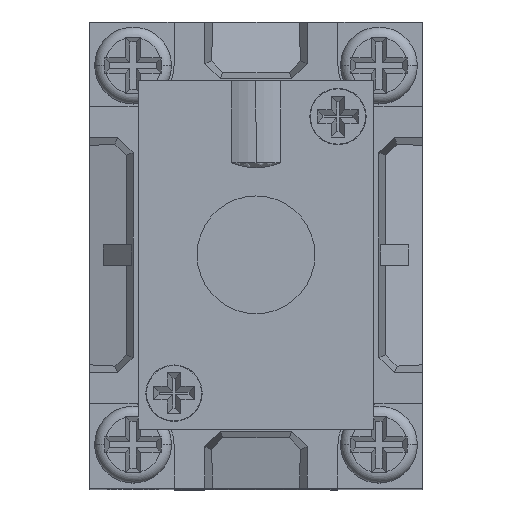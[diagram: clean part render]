
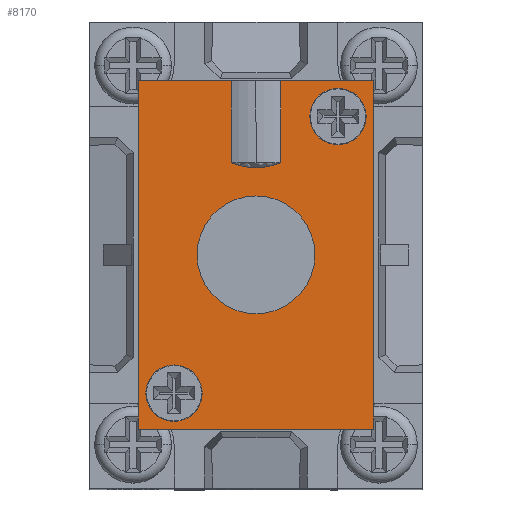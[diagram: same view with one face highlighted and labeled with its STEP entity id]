
A CAD part, top view. The second image highlights one B-rep face of the part: STEP entity #8170.
In plain terms, the highlighted planar face has unit normal (0, 0, 1).
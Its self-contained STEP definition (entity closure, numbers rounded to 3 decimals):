
#208 = EDGE_CURVE ( 'NONE', #6235, #6196, #1466, .T. ) ;
#210 = EDGE_CURVE ( 'NONE', #6200, #6235, #1470, .T. ) ;
#212 = EDGE_CURVE ( 'NONE', #6221, #6200, #1474, .T. ) ;
#214 = EDGE_CURVE ( 'NONE', #6220, #6221, #1478, .T. ) ;
#216 = EDGE_CURVE ( 'NONE', #6176, #6220, #1482, .T. ) ;
#218 = EDGE_CURVE ( 'NONE', #6169, #6168, #1487, .T. ) ;
#220 = EDGE_CURVE ( 'NONE', #6169, #6196, #1489, .T. ) ;
#222 = EDGE_CURVE ( 'NONE', #6222, #6205, #3861, .T. ) ;
#224 = EDGE_CURVE ( 'NONE', #6191, #6218, #3864, .T. ) ;
#226 = EDGE_CURVE ( 'NONE', #6223, #6180, #3867, .T. ) ;
#230 = EDGE_CURVE ( 'NONE', #6180, #6223, #3874, .T. ) ;
#238 = EDGE_CURVE ( 'NONE', #6218, #6191, #3888, .T. ) ;
#246 = EDGE_CURVE ( 'NONE', #6205, #6222, #3902, .T. ) ;
#282 = EDGE_CURVE ( 'NONE', #6168, #6176, #3964, .T. ) ;
#1466 = LINE ( 'NONE', #8031, #1467 ) ;
#1467 = VECTOR ( 'NONE', #8032, 1000. ) ;
#1470 = LINE ( 'NONE', #8035, #1471 ) ;
#1471 = VECTOR ( 'NONE', #8036, 1000. ) ;
#1474 = LINE ( 'NONE', #8039, #1475 ) ;
#1475 = VECTOR ( 'NONE', #8040, 1000. ) ;
#1478 = LINE ( 'NONE', #8043, #1479 ) ;
#1479 = VECTOR ( 'NONE', #8044, 1000. ) ;
#1482 = LINE ( 'NONE', #8047, #1483 ) ;
#1483 = VECTOR ( 'NONE', #8048, 1000. ) ;
#1487 = CIRCLE ( 'NONE', #4670, 6. ) ;
#1489 = LINE ( 'NONE', #8056, #3857 ) ;
#2142 = PLANE ( 'NONE',  #4928 ) ;
#2143 = CARTESIAN_POINT ( 'NONE',  ( 11.5, -17., 13. ) ) ;
#2144 = DIRECTION ( 'NONE',  ( 0., 0., 1. ) ) ;
#2145 = DIRECTION ( 'NONE',  ( 1., 0., 0. ) ) ;
#3480 = CARTESIAN_POINT ( 'NONE',  ( -2.398, 9., 13. ) ) ;
#3481 = CARTESIAN_POINT ( 'NONE',  ( 2.398, 9., 13. ) ) ;
#3488 = CARTESIAN_POINT ( 'NONE',  ( -2.398, 17., 13. ) ) ;
#3492 = CARTESIAN_POINT ( 'NONE',  ( -5.75, 0., 13. ) ) ;
#3503 = CARTESIAN_POINT ( 'NONE',  ( 10.75, 13.5, 13. ) ) ;
#3508 = CARTESIAN_POINT ( 'NONE',  ( 2.398, 17., 13. ) ) ;
#3512 = CARTESIAN_POINT ( 'NONE',  ( 11.5, -17., 13. ) ) ;
#3517 = CARTESIAN_POINT ( 'NONE',  ( -10.75, -13.5, 13. ) ) ;
#3530 = CARTESIAN_POINT ( 'NONE',  ( 5.25, 13.5, 13. ) ) ;
#3532 = CARTESIAN_POINT ( 'NONE',  ( -11.5, 17., 13. ) ) ;
#3533 = CARTESIAN_POINT ( 'NONE',  ( -11.5, -17., 13. ) ) ;
#3534 = CARTESIAN_POINT ( 'NONE',  ( -5.25, -13.5, 13. ) ) ;
#3535 = CARTESIAN_POINT ( 'NONE',  ( 5.75, 0., 13. ) ) ;
#3547 = CARTESIAN_POINT ( 'NONE',  ( 11.5, 17., 13. ) ) ;
#3857 = VECTOR ( 'NONE', #8057, 1000. ) ;
#3861 = CIRCLE ( 'NONE', #4671, 2.75 ) ;
#3864 = CIRCLE ( 'NONE', #4672, 2.75 ) ;
#3867 = CIRCLE ( 'NONE', #4673, 5.75 ) ;
#3874 = CIRCLE ( 'NONE', #4674, 5.75 ) ;
#3888 = CIRCLE ( 'NONE', #4676, 2.75 ) ;
#3902 = CIRCLE ( 'NONE', #4678, 2.75 ) ;
#3964 = LINE ( 'NONE', #9158, #3965 ) ;
#3965 = VECTOR ( 'NONE', #9159, 1000. ) ;
#4670 = AXIS2_PLACEMENT_3D ( 'NONE', #8051, #8052, #8053 ) ;
#4671 = AXIS2_PLACEMENT_3D ( 'NONE', #8060, #8061, #8062 ) ;
#4672 = AXIS2_PLACEMENT_3D ( 'NONE', #8065, #8066, #8067 ) ;
#4673 = AXIS2_PLACEMENT_3D ( 'NONE', #8070, #8071, #8072 ) ;
#4674 = AXIS2_PLACEMENT_3D ( 'NONE', #8079, #8080, #8081 ) ;
#4676 = AXIS2_PLACEMENT_3D ( 'NONE', #8097, #8098, #8099 ) ;
#4678 = AXIS2_PLACEMENT_3D ( 'NONE', #8115, #8116, #8117 ) ;
#4928 = AXIS2_PLACEMENT_3D ( 'NONE', #2143, #2144, #2145 ) ;
#5948 = FACE_BOUND ( 'NONE', #8622, .T. ) ;
#5949 = FACE_BOUND ( 'NONE', #8632, .T. ) ;
#5950 = FACE_BOUND ( 'NONE', #8625, .T. ) ;
#5951 = FACE_OUTER_BOUND ( 'NONE', #8603, .T. ) ;
#6168 = VERTEX_POINT ( 'NONE', #3480 ) ;
#6169 = VERTEX_POINT ( 'NONE', #3481 ) ;
#6176 = VERTEX_POINT ( 'NONE', #3488 ) ;
#6180 = VERTEX_POINT ( 'NONE', #3492 ) ;
#6191 = VERTEX_POINT ( 'NONE', #3503 ) ;
#6196 = VERTEX_POINT ( 'NONE', #3508 ) ;
#6200 = VERTEX_POINT ( 'NONE', #3512 ) ;
#6205 = VERTEX_POINT ( 'NONE', #3517 ) ;
#6218 = VERTEX_POINT ( 'NONE', #3530 ) ;
#6220 = VERTEX_POINT ( 'NONE', #3532 ) ;
#6221 = VERTEX_POINT ( 'NONE', #3533 ) ;
#6222 = VERTEX_POINT ( 'NONE', #3534 ) ;
#6223 = VERTEX_POINT ( 'NONE', #3535 ) ;
#6235 = VERTEX_POINT ( 'NONE', #3547 ) ;
#7496 = ORIENTED_EDGE ( 'NONE', *, *, #226, .F. ) ;
#7497 = ORIENTED_EDGE ( 'NONE', *, *, #230, .F. ) ;
#7498 = ORIENTED_EDGE ( 'NONE', *, *, #224, .F. ) ;
#7499 = ORIENTED_EDGE ( 'NONE', *, *, #238, .F. ) ;
#7500 = ORIENTED_EDGE ( 'NONE', *, *, #222, .F. ) ;
#8031 = CARTESIAN_POINT ( 'NONE',  ( -11.5, 17., 13. ) ) ;
#8032 = DIRECTION ( 'NONE',  ( -1., 0., 0. ) ) ;
#8035 = CARTESIAN_POINT ( 'NONE',  ( 11.5, 17., 13. ) ) ;
#8036 = DIRECTION ( 'NONE',  ( 0., 1., 0. ) ) ;
#8039 = CARTESIAN_POINT ( 'NONE',  ( -11.5, -17., 13. ) ) ;
#8040 = DIRECTION ( 'NONE',  ( 1., 0., 0. ) ) ;
#8043 = CARTESIAN_POINT ( 'NONE',  ( -11.5, 17., 13. ) ) ;
#8044 = DIRECTION ( 'NONE',  ( 0., -1., 0. ) ) ;
#8047 = CARTESIAN_POINT ( 'NONE',  ( -11.5, 17., 13. ) ) ;
#8048 = DIRECTION ( 'NONE',  ( -1., 0., 0. ) ) ;
#8051 = CARTESIAN_POINT ( 'NONE',  ( 0., 14.5, 13. ) ) ;
#8052 = DIRECTION ( 'NONE',  ( 0., 0., -1. ) ) ;
#8053 = DIRECTION ( 'NONE',  ( 1., 0., 0. ) ) ;
#8056 = CARTESIAN_POINT ( 'NONE',  ( 2.398, 9., 13. ) ) ;
#8057 = DIRECTION ( 'NONE',  ( 0., 1., 0. ) ) ;
#8060 = CARTESIAN_POINT ( 'NONE',  ( -8., -13.5, 13. ) ) ;
#8061 = DIRECTION ( 'NONE',  ( 0., 0., 1. ) ) ;
#8062 = DIRECTION ( 'NONE',  ( 1., 0., 0. ) ) ;
#8065 = CARTESIAN_POINT ( 'NONE',  ( 8., 13.5, 13. ) ) ;
#8066 = DIRECTION ( 'NONE',  ( 0., 0., 1. ) ) ;
#8067 = DIRECTION ( 'NONE',  ( 1., 0., 0. ) ) ;
#8070 = CARTESIAN_POINT ( 'NONE',  ( 0., 0., 13. ) ) ;
#8071 = DIRECTION ( 'NONE',  ( 0., 0., 1. ) ) ;
#8072 = DIRECTION ( 'NONE',  ( 1., 0., 0. ) ) ;
#8079 = CARTESIAN_POINT ( 'NONE',  ( 0., 0., 13. ) ) ;
#8080 = DIRECTION ( 'NONE',  ( 0., 0., 1. ) ) ;
#8081 = DIRECTION ( 'NONE',  ( 1., 0., 0. ) ) ;
#8097 = CARTESIAN_POINT ( 'NONE',  ( 8., 13.5, 13. ) ) ;
#8098 = DIRECTION ( 'NONE',  ( 0., 0., 1. ) ) ;
#8099 = DIRECTION ( 'NONE',  ( 1., 0., 0. ) ) ;
#8115 = CARTESIAN_POINT ( 'NONE',  ( -8., -13.5, 13. ) ) ;
#8116 = DIRECTION ( 'NONE',  ( 0., 0., 1. ) ) ;
#8117 = DIRECTION ( 'NONE',  ( 1., 0., 0. ) ) ;
#8170 = ADVANCED_FACE ( 'NONE', ( #5948, #5949, #5950, #5951 ), #2142, .T. ) ;
#8603 = EDGE_LOOP ( 'NONE', ( #8647, #8646, #8645, #8644, #8643, #8642, #8641, #8640 ) ) ;
#8622 = EDGE_LOOP ( 'NONE', ( #7496, #7497 ) ) ;
#8625 = EDGE_LOOP ( 'NONE', ( #7500, #8648 ) ) ;
#8632 = EDGE_LOOP ( 'NONE', ( #7498, #7499 ) ) ;
#8640 = ORIENTED_EDGE ( 'NONE', *, *, #208, .T. ) ;
#8641 = ORIENTED_EDGE ( 'NONE', *, *, #210, .T. ) ;
#8642 = ORIENTED_EDGE ( 'NONE', *, *, #212, .T. ) ;
#8643 = ORIENTED_EDGE ( 'NONE', *, *, #214, .T. ) ;
#8644 = ORIENTED_EDGE ( 'NONE', *, *, #216, .T. ) ;
#8645 = ORIENTED_EDGE ( 'NONE', *, *, #282, .T. ) ;
#8646 = ORIENTED_EDGE ( 'NONE', *, *, #218, .T. ) ;
#8647 = ORIENTED_EDGE ( 'NONE', *, *, #220, .F. ) ;
#8648 = ORIENTED_EDGE ( 'NONE', *, *, #246, .F. ) ;
#9158 = CARTESIAN_POINT ( 'NONE',  ( -2.398, 9., 13. ) ) ;
#9159 = DIRECTION ( 'NONE',  ( 0., 1., 0. ) ) ;
